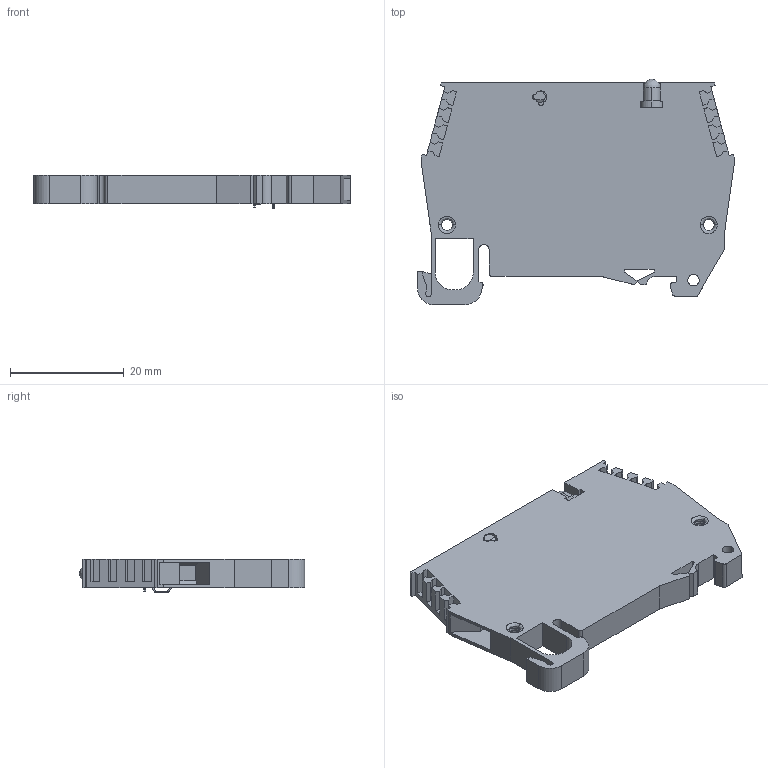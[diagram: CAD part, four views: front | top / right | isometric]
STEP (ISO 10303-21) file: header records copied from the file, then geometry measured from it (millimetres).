
FILE_DESCRIPTION (( 'STEP AP214' ), '1' );
FILE_NAME ('4358004_DN-D1S2L12.STEP', '2014-05-26T14:18:42', ( '' ), ( '' ), 'SwSTEP 2.0', 'SolidWorks 2013', '' );
FILE_SCHEMA (( 'AUTOMOTIVE_DESIGN' ));
Length unit declared in the file: millimetre
Products named in the file (4): 4358004_DN-D1S2L12; 20621_1; 435K0001; 4258000_DN-QFE2_1
Assembly tree (3 placements, depth 2):
  4358004_DN-D1S2L12
    4258000_DN-QFE2_1
    435K0001
    20621_1
Bounding box: 55.65 x 39.6 x 5.95 mm (x, y, z)
Volume: 7976 mm3; surface area: 6582.1 mm2
Topology: 3 solids, 4 shells, 392 faces, 1031 edges, 650 vertices
Faces by surface type: plane 222, cylinder 112, bspline 50, cone 8
Entity records: 17676 total; most frequent: CARTESIAN_POINT 3746, ORIENTED_EDGE 2052, DIRECTION 1888, EDGE_CURVE 1026, VECTOR 716, LINE 716, VERTEX_POINT 650, AXIS2_PLACEMENT_3D 586
